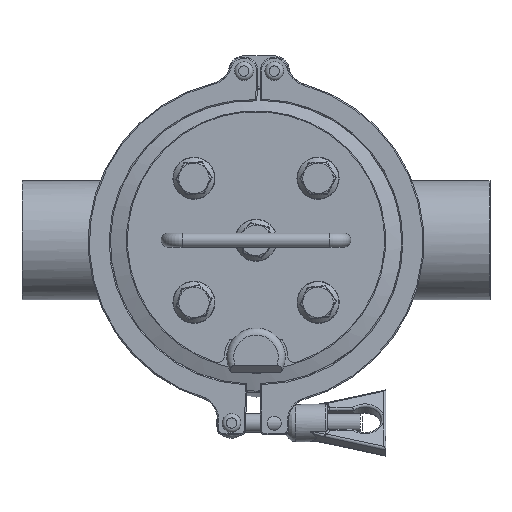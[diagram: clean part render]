
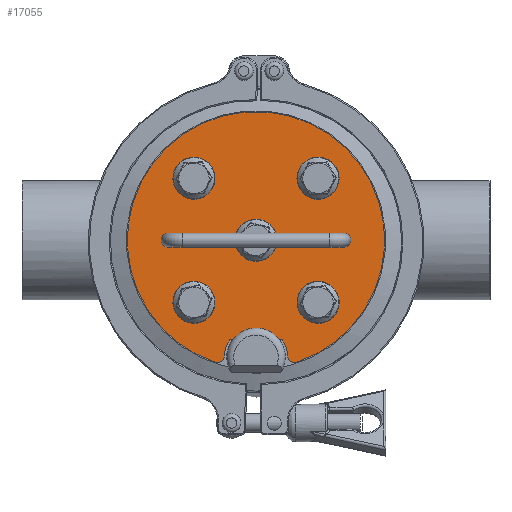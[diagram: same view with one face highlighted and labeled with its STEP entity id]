
A CAD part, front view. The second image highlights one B-rep face of the part: STEP entity #17055.
In plain terms, the highlighted planar face has unit normal (0, -1, 0).
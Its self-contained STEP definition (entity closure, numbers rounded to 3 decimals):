
#217=FACE_BOUND('',#2962,.T.);
#218=FACE_BOUND('',#2963,.T.);
#219=FACE_BOUND('',#2964,.T.);
#220=FACE_BOUND('',#2965,.T.);
#221=FACE_BOUND('',#2966,.T.);
#222=FACE_BOUND('',#2967,.T.);
#223=FACE_BOUND('',#2968,.T.);
#456=PLANE('',#18887);
#1950=FACE_OUTER_BOUND('',#2961,.T.);
#2961=EDGE_LOOP('',(#13605,#13606,#13607,#13608,#13609,#13610));
#2962=EDGE_LOOP('',(#13611));
#2963=EDGE_LOOP('',(#13612));
#2964=EDGE_LOOP('',(#13613,#13614));
#2965=EDGE_LOOP('',(#13615,#13616));
#2966=EDGE_LOOP('',(#13617));
#2967=EDGE_LOOP('',(#13618));
#2968=EDGE_LOOP('',(#13619));
#3795=CIRCLE('',#18157,3.);
#3796=CIRCLE('',#18159,55.);
#3797=CIRCLE('',#18162,3.);
#3798=CIRCLE('',#18164,13.5);
#3799=CIRCLE('',#18167,13.5);
#3800=CIRCLE('',#18169,3.05);
#3801=CIRCLE('',#18170,3.05);
#3802=CIRCLE('',#18172,3.05);
#3803=CIRCLE('',#18173,3.05);
#4226=CIRCLE('',#18880,8.45);
#4227=CIRCLE('',#18882,8.45);
#4228=CIRCLE('',#18884,8.45);
#4229=CIRCLE('',#18886,8.45);
#4230=CIRCLE('',#18888,8.45);
#4866=LINE('',#29949,#5541);
#5541=VECTOR('',#21358,10.);
#6640=VERTEX_POINT('',#29928);
#6641=VERTEX_POINT('',#29930);
#6642=VERTEX_POINT('',#29934);
#6643=VERTEX_POINT('',#29940);
#6644=VERTEX_POINT('',#29944);
#6645=VERTEX_POINT('',#29948);
#6646=VERTEX_POINT('',#29954);
#6647=VERTEX_POINT('',#29955);
#6648=VERTEX_POINT('',#29960);
#6649=VERTEX_POINT('',#29961);
#7161=VERTEX_POINT('',#32934);
#7162=VERTEX_POINT('',#32938);
#7163=VERTEX_POINT('',#32942);
#7164=VERTEX_POINT('',#32946);
#7165=VERTEX_POINT('',#32950);
#8587=EDGE_CURVE('',#6640,#6641,#3795,.T.);
#8590=EDGE_CURVE('',#6642,#6640,#3796,.T.);
#8592=EDGE_CURVE('',#6643,#6642,#3797,.T.);
#8594=EDGE_CURVE('',#6644,#6641,#3798,.T.);
#8596=EDGE_CURVE('',#6645,#6644,#4866,.T.);
#8598=EDGE_CURVE('',#6643,#6645,#3799,.T.);
#8599=EDGE_CURVE('',#6646,#6647,#3800,.T.);
#8600=EDGE_CURVE('',#6647,#6646,#3801,.T.);
#8602=EDGE_CURVE('',#6648,#6649,#3802,.T.);
#8603=EDGE_CURVE('',#6649,#6648,#3803,.T.);
#9407=EDGE_CURVE('',#7161,#7161,#4226,.T.);
#9409=EDGE_CURVE('',#7162,#7162,#4227,.T.);
#9411=EDGE_CURVE('',#7163,#7163,#4228,.T.);
#9413=EDGE_CURVE('',#7164,#7164,#4229,.T.);
#9415=EDGE_CURVE('',#7165,#7165,#4230,.T.);
#13605=ORIENTED_EDGE('',*,*,#8587,.F.);
#13606=ORIENTED_EDGE('',*,*,#8590,.F.);
#13607=ORIENTED_EDGE('',*,*,#8592,.F.);
#13608=ORIENTED_EDGE('',*,*,#8598,.T.);
#13609=ORIENTED_EDGE('',*,*,#8596,.T.);
#13610=ORIENTED_EDGE('',*,*,#8594,.T.);
#13611=ORIENTED_EDGE('',*,*,#9413,.T.);
#13612=ORIENTED_EDGE('',*,*,#9409,.T.);
#13613=ORIENTED_EDGE('',*,*,#8602,.T.);
#13614=ORIENTED_EDGE('',*,*,#8603,.T.);
#13615=ORIENTED_EDGE('',*,*,#8599,.T.);
#13616=ORIENTED_EDGE('',*,*,#8600,.T.);
#13617=ORIENTED_EDGE('',*,*,#9407,.T.);
#13618=ORIENTED_EDGE('',*,*,#9411,.T.);
#13619=ORIENTED_EDGE('',*,*,#9415,.T.);
#17055=ADVANCED_FACE('',(#1950,#217,#218,#219,#220,#221,#222,#223),#456,
 .F.);
#18157=AXIS2_PLACEMENT_3D('',#29931,#21335,#21336);
#18159=AXIS2_PLACEMENT_3D('',#29936,#21341,#21342);
#18162=AXIS2_PLACEMENT_3D('',#29941,#21348,#21349);
#18164=AXIS2_PLACEMENT_3D('',#29945,#21353,#21354);
#18167=AXIS2_PLACEMENT_3D('',#29952,#21362,#21363);
#18169=AXIS2_PLACEMENT_3D('',#29956,#21366,#21367);
#18170=AXIS2_PLACEMENT_3D('',#29957,#21368,#21369);
#18172=AXIS2_PLACEMENT_3D('',#29962,#21373,#21374);
#18173=AXIS2_PLACEMENT_3D('',#29963,#21375,#21376);
#18880=AXIS2_PLACEMENT_3D('',#32935,#23028,#23029);
#18882=AXIS2_PLACEMENT_3D('',#32939,#23033,#23034);
#18884=AXIS2_PLACEMENT_3D('',#32943,#23038,#23039);
#18886=AXIS2_PLACEMENT_3D('',#32947,#23043,#23044);
#18887=AXIS2_PLACEMENT_3D('',#32949,#23046,#23047);
#18888=AXIS2_PLACEMENT_3D('',#32951,#23048,#23049);
#21335=DIRECTION('center_axis',(0.,1.,0.));
#21336=DIRECTION('ref_axis',(-0.567,0.,-0.823));
#21341=DIRECTION('center_axis',(0.,1.,0.));
#21342=DIRECTION('ref_axis',(0.,0.,
1.));
#21348=DIRECTION('center_axis',(0.,1.,0.));
#21349=DIRECTION('ref_axis',(0.567,0.,-0.823));
#21353=DIRECTION('center_axis',(0.,1.,0.));
#21354=DIRECTION('ref_axis',(0.967,0.,-0.254));
#21358=DIRECTION('',(1.,0.,0.));
#21362=DIRECTION('center_axis',(0.,1.,0.));
#21363=DIRECTION('ref_axis',(-0.831,0.,0.556));
#21366=DIRECTION('center_axis',(0.,1.,0.));
#21367=DIRECTION('ref_axis',(0.,0.,
-1.));
#21368=DIRECTION('center_axis',(0.,1.,0.));
#21369=DIRECTION('ref_axis',(0.,0.,
-1.));
#21373=DIRECTION('center_axis',(0.,1.,0.));
#21374=DIRECTION('ref_axis',(0.,0.,
-1.));
#21375=DIRECTION('center_axis',(0.,1.,0.));
#21376=DIRECTION('ref_axis',(0.,0.,
-1.));
#23028=DIRECTION('center_axis',(0.,1.,0.));
#23029=DIRECTION('ref_axis',(0.292,0.,-0.956));
#23033=DIRECTION('center_axis',(0.,1.,0.));
#23034=DIRECTION('ref_axis',(-0.177,0.,0.984));
#23038=DIRECTION('center_axis',(0.,1.,0.));
#23039=DIRECTION('ref_axis',(0.928,0.,-0.374));
#23043=DIRECTION('center_axis',(0.,1.,0.));
#23044=DIRECTION('ref_axis',(-0.067,0.,
0.998));
#23046=DIRECTION('center_axis',(0.,1.,0.));
#23047=DIRECTION('ref_axis',(0.,0.,
1.));
#23048=DIRECTION('center_axis',(0.,1.,0.));
#23049=DIRECTION('ref_axis',(0.479,0.,-0.878));
#29928=CARTESIAN_POINT('',(17.437,-50.7,-52.163));
#29930=CARTESIAN_POINT('',(13.488,-50.7,-49.442));
#29931=CARTESIAN_POINT('Origin',(16.486,-50.7,-49.317));
#29934=CARTESIAN_POINT('',(-17.437,-50.7,-52.163));
#29936=CARTESIAN_POINT('Origin',(0.,-50.7,
0.));
#29940=CARTESIAN_POINT('',(-13.488,-50.7,-49.442));
#29941=CARTESIAN_POINT('Origin',(-16.486,-50.7,-49.318));
#29944=CARTESIAN_POINT('',(11.225,-50.7,-42.5));
#29945=CARTESIAN_POINT('Origin',(0.,-50.7,
-50.));
#29948=CARTESIAN_POINT('',(-11.225,-50.7,-42.5));
#29949=CARTESIAN_POINT('',(-5.612,-50.7,-42.5));
#29952=CARTESIAN_POINT('Origin',(0.,-50.7,
-50.));
#29954=CARTESIAN_POINT('',(-37.5,-50.7,-3.05));
#29955=CARTESIAN_POINT('',(-37.5,-50.7,3.05));
#29956=CARTESIAN_POINT('Origin',(-37.5,-50.7,0.));
#29957=CARTESIAN_POINT('Origin',(-37.5,-50.7,0.));
#29960=CARTESIAN_POINT('',(37.5,-50.7,-3.05));
#29961=CARTESIAN_POINT('',(37.5,-50.7,3.05));
#29962=CARTESIAN_POINT('Origin',(37.5,-50.7,0.));
#29963=CARTESIAN_POINT('Origin',(37.5,-50.7,0.));
#32934=CARTESIAN_POINT('',(-28.987,-50.7,-18.436));
#32935=CARTESIAN_POINT('Origin',(-26.517,-50.7,-26.517));
#32938=CARTESIAN_POINT('',(28.013,-50.7,18.2));
#32939=CARTESIAN_POINT('Origin',(26.517,-50.7,26.517));
#32942=CARTESIAN_POINT('',(-34.354,-50.7,29.675));
#32943=CARTESIAN_POINT('Origin',(-26.517,-50.7,26.517));
#32946=CARTESIAN_POINT('',(27.08,-50.7,-34.948));
#32947=CARTESIAN_POINT('Origin',(26.517,-50.7,-26.517));
#32949=CARTESIAN_POINT('Origin',(0.,-50.7,
0.));
#32950=CARTESIAN_POINT('',(-4.047,-50.7,7.418));
#32951=CARTESIAN_POINT('Origin',(0.,-50.7,
0.));
